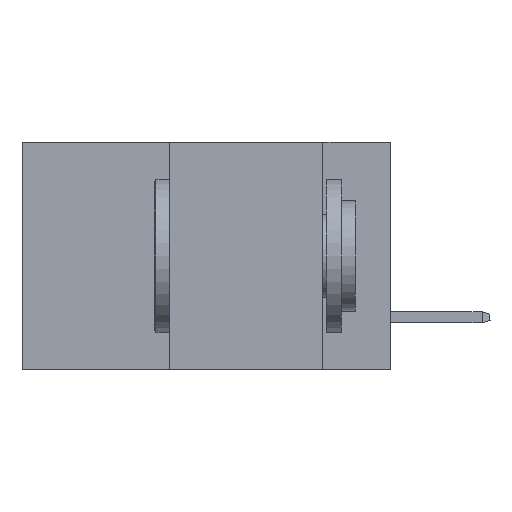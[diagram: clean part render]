
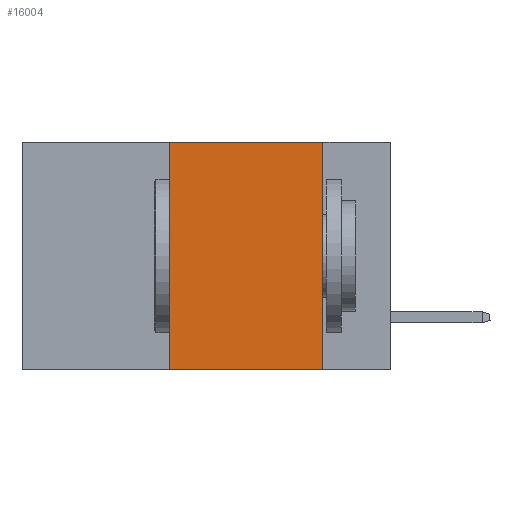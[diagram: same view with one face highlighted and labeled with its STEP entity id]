
A CAD part, left-side view. The second image highlights one B-rep face of the part: STEP entity #16004.
In plain terms, the highlighted planar face has unit normal (-1, 0, 0).
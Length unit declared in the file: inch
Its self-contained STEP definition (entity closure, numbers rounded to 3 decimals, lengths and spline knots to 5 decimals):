
#3044 = LINE ( 'NONE', #9028, #31083 ) ;
#4476 = EDGE_CURVE ( 'NONE', #27372, #14851, #30009, .T. ) ;
#5628 = CARTESIAN_POINT ( 'NONE',  ( 0., 0.36, 0. ) ) ;
#6330 = ORIENTED_EDGE ( 'NONE', *, *, #9424, .F. ) ;
#7110 = VERTEX_POINT ( 'NONE', #27561 ) ;
#8121 = LINE ( 'NONE', #32316, #33864 ) ;
#8518 = DIRECTION ( 'NONE',  ( 0., 0., 1. ) ) ;
#9028 = CARTESIAN_POINT ( 'NONE',  ( 0., 0.6, 0. ) ) ;
#9424 = EDGE_CURVE ( 'NONE', #14389, #7110, #3044, .T. ) ;
#10175 = CARTESIAN_POINT ( 'NONE',  ( 0., 0.11, -0.37 ) ) ;
#11514 = AXIS2_PLACEMENT_3D ( 'NONE', #37068, #28886, #19853 ) ;
#14389 = VERTEX_POINT ( 'NONE', #16127 ) ;
#14851 = VERTEX_POINT ( 'NONE', #10175 ) ;
#15175 = VECTOR ( 'NONE', #8518, 39.37008 ) ;
#15476 = VECTOR ( 'NONE', #35236, 39.37008 ) ;
#16004 = ADVANCED_FACE ( 'NONE', ( #19212 ), #25616, .F. ) ;
#16127 = CARTESIAN_POINT ( 'NONE',  ( 0., 0.36, 0. ) ) ;
#19212 = FACE_OUTER_BOUND ( 'NONE', #35830, .T. ) ;
#19853 = DIRECTION ( 'NONE',  ( 0., 0., -1. ) ) ;
#20636 = DIRECTION ( 'NONE',  ( 0., 0., -1. ) ) ;
#21641 = ORIENTED_EDGE ( 'NONE', *, *, #25190, .F. ) ;
#23000 = ORIENTED_EDGE ( 'NONE', *, *, #24258, .F. ) ;
#24258 = EDGE_CURVE ( 'NONE', #7110, #14851, #8121, .T. ) ;
#25190 = EDGE_CURVE ( 'NONE', #27372, #14389, #25664, .T. ) ;
#25616 = PLANE ( 'NONE',  #11514 ) ;
#25664 = LINE ( 'NONE', #5628, #15175 ) ;
#27372 = VERTEX_POINT ( 'NONE', #32391 ) ;
#27561 = CARTESIAN_POINT ( 'NONE',  ( 0., 0.11, 0. ) ) ;
#28886 = DIRECTION ( 'NONE',  ( 1., 0., 0. ) ) ;
#29052 = DIRECTION ( 'NONE',  ( 0., -1., 0. ) ) ;
#29684 = CARTESIAN_POINT ( 'NONE',  ( 0., 0.6, -0.37 ) ) ;
#30009 = LINE ( 'NONE', #29684, #15476 ) ;
#31083 = VECTOR ( 'NONE', #29052, 39.37008 ) ;
#32316 = CARTESIAN_POINT ( 'NONE',  ( 0., 0.11, 0. ) ) ;
#32391 = CARTESIAN_POINT ( 'NONE',  ( 0., 0.36, -0.37 ) ) ;
#33864 = VECTOR ( 'NONE', #20636, 39.37008 ) ;
#35236 = DIRECTION ( 'NONE',  ( 0., -1., 0. ) ) ;
#35830 = EDGE_LOOP ( 'NONE', ( #23000, #6330, #21641, #36714 ) ) ;
#36714 = ORIENTED_EDGE ( 'NONE', *, *, #4476, .T. ) ;
#37068 = CARTESIAN_POINT ( 'NONE',  ( 0., 0.6, 0. ) ) ;
